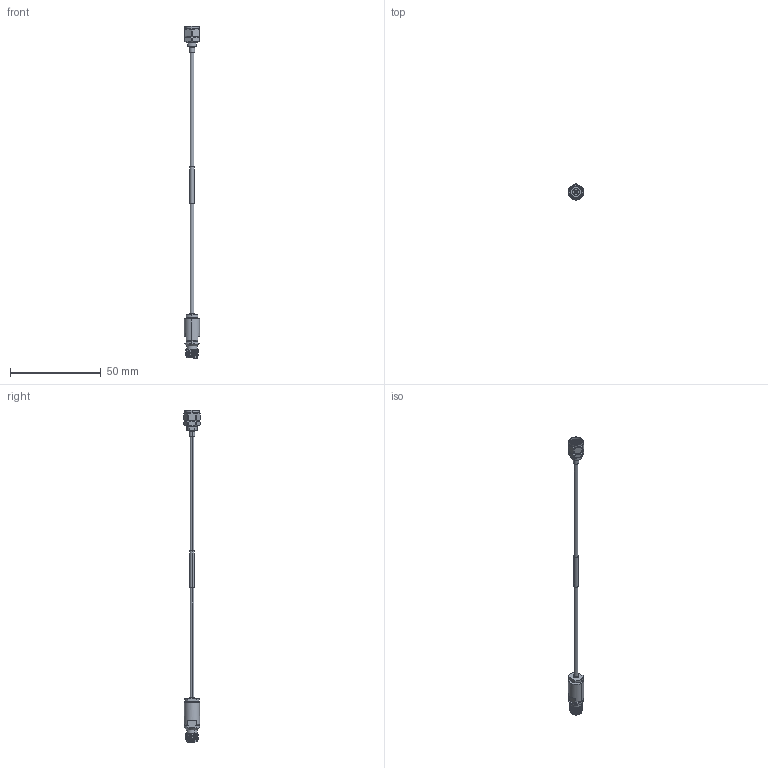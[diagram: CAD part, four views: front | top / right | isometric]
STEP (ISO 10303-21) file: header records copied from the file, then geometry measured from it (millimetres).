
FILE_DESCRIPTION (( 'STEP AP214' ), '1' );
FILE_NAME ('FMCA100329_3D.step', '2025-11-11T18:13:53', ( '' ), ( '' ), 'SwSTEP 2.0', 'SolidWorks 2025', '' );
FILE_SCHEMA (( 'AUTOMOTIVE_DESIGN' ));
Length unit declared in the file: inch
Products named in the file (4): FMCA100329_3D; PE45413; PE-SR405FL_WITH LABEL; PE44216
Assembly tree (3 placements, depth 2):
  FMCA100329_3D
    PE-SR405FL_WITH LABEL
    PE45413
    PE44216
Bounding box: 8.38 x 8.88 x 182.75 mm (x, y, z)
Volume: 1881.6 mm3; surface area: 2770 mm2
Topology: 5 solids, 5 shells, 236 faces, 579 edges, 378 vertices
Faces by surface type: cylinder 113, plane 76, cone 35, torus 6, bspline 6
Entity records: 10161 total; most frequent: CARTESIAN_POINT 4483, DIRECTION 1175, ORIENTED_EDGE 1158, EDGE_CURVE 579, AXIS2_PLACEMENT_3D 483, VERTEX_POINT 378, EDGE_LOOP 273, CIRCLE 247
